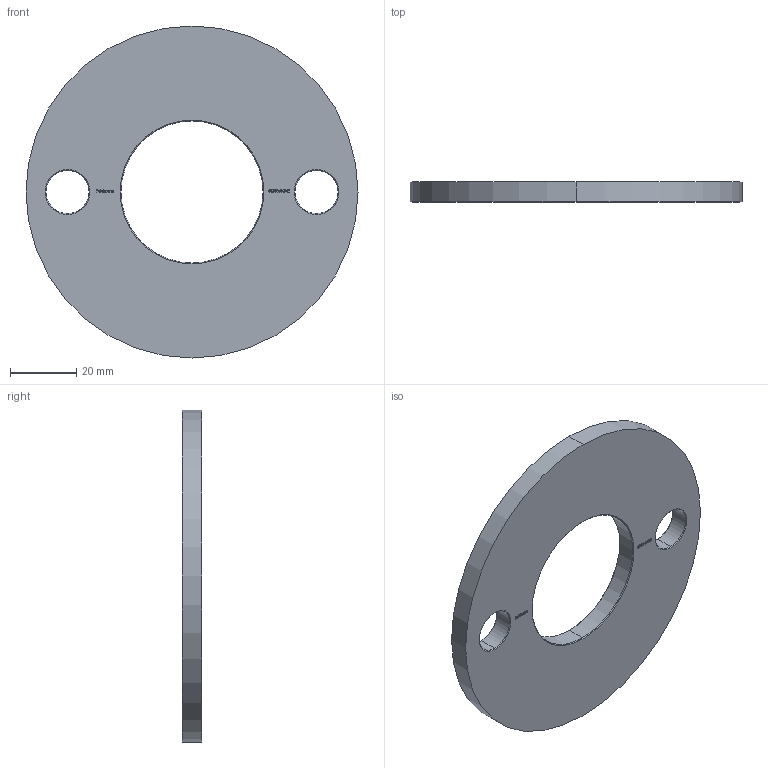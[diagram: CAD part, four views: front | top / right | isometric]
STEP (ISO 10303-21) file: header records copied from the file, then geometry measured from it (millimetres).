
FILE_DESCRIPTION (( 'STEP AP203' ), '1' );
FILE_NAME ('54301-240-R.step', '2020-10-21T10:54:39', ( '' ), ( '' ), 'SwSTEP 2.0', 'SolidWorks 2018', '' );
FILE_SCHEMA (( 'CONFIG_CONTROL_DESIGN' ));
Length unit declared in the file: millimetre
Products named in the file (2): 54301-240-R
Bounding box: 100 x 6 x 100 mm (x, y, z)
Volume: 36884.9 mm3; surface area: 15424.8 mm2
Topology: 1 solids, 1 shells, 268 faces, 705 edges, 466 vertices
Faces by surface type: plane 149, bspline 99, cone 12, cylinder 8
Entity records: 13842 total; most frequent: CARTESIAN_POINT 7708, ORIENTED_EDGE 1410, DIRECTION 877, EDGE_CURVE 705, LINE 479, VECTOR 479, VERTEX_POINT 466, EDGE_LOOP 301
